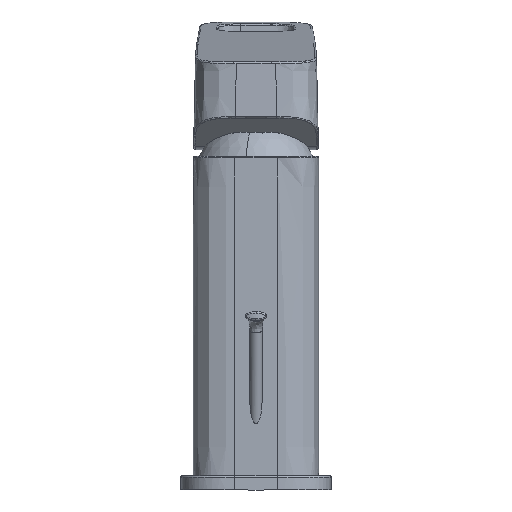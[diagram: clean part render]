
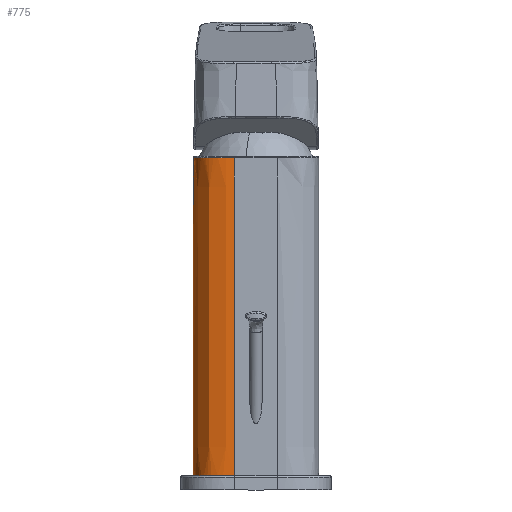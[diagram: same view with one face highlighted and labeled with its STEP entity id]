
A CAD part, left-side view. The second image highlights one B-rep face of the part: STEP entity #775.
In plain terms, the highlighted face is a extrusion surface.
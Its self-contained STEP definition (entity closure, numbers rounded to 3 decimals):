
#153=SURFACE_OF_LINEAR_EXTRUSION('',#483,#170);
#170=VECTOR('',#16231,101.571);
#403=B_SPLINE_CURVE_WITH_KNOTS('',3,(#6044,#6049,#6050,#6048),.UNSPECIFIED.,.F.,.U.,(4,4),(0.,1.),.UNSPECIFIED.);
#405=B_SPLINE_CURVE_WITH_KNOTS('',3,(#6048,#6106,#6107,#6108,#6109,#6110,#6111,#6112,#6113,#6114,#6115,#6116,#6105),.UNSPECIFIED.,.F.,.U.,(4,1,2,2,2,2,4),(0.,0.096,0.21,0.438,0.666,0.894,1.),.UNSPECIFIED.);
#407=B_SPLINE_CURVE_WITH_KNOTS('',3,(#6105,#6172,#6173,#6174,#6175,#6176,#6177,#6178,#6179,#6180,#6171),.UNSPECIFIED.,.F.,.U.,(4,2,2,2,1,4),(0.,0.152,0.435,0.717,0.859,1.),.UNSPECIFIED.);
#482=B_SPLINE_CURVE_WITH_KNOTS('',3,(#8594,#8596,#8597,#6044),.UNSPECIFIED.,.F.,.U.,(4,4),(0.,1.),.UNSPECIFIED.);
#483=B_SPLINE_CURVE_WITH_KNOTS('',3,(#8598,#8599,#8600,#8601,#8602,#8603,#8604,#8605,#8606,#8607,#8608,#8609,#8610,#8611),.UNSPECIFIED.,.F.,.U.,(4,1,1,1,1,1,1,1,1,1,1,4),(0.,0.125,0.25,0.313,0.375,0.438,0.5,0.562,0.625,0.75,0.875,1.),.UNSPECIFIED.);
#484=B_SPLINE_CURVE_WITH_KNOTS('',3,(#8612,#8613,#8614,#8615,#8616,#8617,#8618,#8619,#8620,#8621,#8622,#8623,#8624,#8594),.UNSPECIFIED.,.F.,.U.,(4,1,1,1,1,1,1,1,1,1,1,4),(0.,0.125,0.25,0.312,0.375,0.437,0.5,0.562,0.625,0.75,0.875,1.),.UNSPECIFIED.);
#485=B_SPLINE_CURVE_WITH_KNOTS('',3,(#6171,#8625,#8626,#8612),.UNSPECIFIED.,.F.,.U.,(4,4),(0.,1.),.UNSPECIFIED.);
#775=ADVANCED_FACE('extract',(#978),#153,.T.);
#978=FACE_OUTER_BOUND('',#3222,.T.);
#1406=ORIENTED_EDGE('',*,*,#2366,.F.);
#1407=ORIENTED_EDGE('',*,*,#2367,.F.);
#1408=ORIENTED_EDGE('',*,*,#2368,.F.);
#1409=ORIENTED_EDGE('',*,*,#2280,.F.);
#1410=ORIENTED_EDGE('',*,*,#2278,.F.);
#1411=ORIENTED_EDGE('',*,*,#2276,.F.);
#2276=EDGE_CURVE('43',#2880,#2881,#403,.T.);
#2278=EDGE_CURVE('42',#2881,#2882,#405,.T.);
#2280=EDGE_CURVE('41',#2882,#2883,#407,.T.);
#2366=EDGE_CURVE('39',#2943,#2880,#482,.T.);
#2367=EDGE_CURVE('40',#2944,#2943,#484,.T.);
#2368=EDGE_CURVE('29',#2883,#2944,#485,.T.);
#2880=VERTEX_POINT('32',#6044);
#2881=VERTEX_POINT('34',#6048);
#2882=VERTEX_POINT('33',#6105);
#2883=VERTEX_POINT('24',#6171);
#2943=VERTEX_POINT('31',#8594);
#2944=VERTEX_POINT('25',#8612);
#3222=EDGE_LOOP('',(#1406,#1407,#1408,#1409,#1410,#1411));
#6044=CARTESIAN_POINT('',(-6.893,19.986,107.071));
#6048=CARTESIAN_POINT('',(-7.109,19.985,107.071));
#6049=CARTESIAN_POINT('',(-6.965,19.986,107.071));
#6050=CARTESIAN_POINT('',(-7.037,19.986,107.071));
#6105=CARTESIAN_POINT('',(-17.895,16.118,107.071));
#6106=CARTESIAN_POINT('',(-7.489,19.984,107.071));
#6107=CARTESIAN_POINT('',(-8.328,19.978,107.071));
#6108=CARTESIAN_POINT('',(-9.162,19.949,107.071));
#6109=CARTESIAN_POINT('',(-10.521,19.865,107.071));
#6110=CARTESIAN_POINT('',(-11.425,19.757,107.071));
#6111=CARTESIAN_POINT('',(-13.197,19.361,107.071));
#6112=CARTESIAN_POINT('',(-14.064,19.07,107.071));
#6113=CARTESIAN_POINT('',(-15.684,18.249,107.071));
#6114=CARTESIAN_POINT('',(-16.433,17.718,107.071));
#6115=CARTESIAN_POINT('',(-17.373,16.778,107.071));
#6116=CARTESIAN_POINT('',(-17.647,16.457,107.071));
#6171=CARTESIAN_POINT('',(-19.987,6.893,107.071));
#6172=CARTESIAN_POINT('',(-18.184,15.726,107.071));
#6173=CARTESIAN_POINT('',(-18.44,15.309,107.071));
#6174=CARTESIAN_POINT('',(-19.07,14.064,107.071));
#6175=CARTESIAN_POINT('',(-19.361,13.197,107.071));
#6176=CARTESIAN_POINT('',(-19.758,11.425,107.071));
#6177=CARTESIAN_POINT('',(-19.865,10.521,107.071));
#6178=CARTESIAN_POINT('',(-19.949,9.162,107.071));
#6179=CARTESIAN_POINT('',(-19.981,8.256,107.071));
#6180=CARTESIAN_POINT('',(-19.985,7.344,107.071));
#8594=CARTESIAN_POINT('',(-6.893,19.987,5.5));
#8596=CARTESIAN_POINT('',(-6.893,19.987,39.357));
#8597=CARTESIAN_POINT('',(-6.893,19.987,73.214));
#8598=CARTESIAN_POINT('',(-19.987,6.879,107.071));
#8599=CARTESIAN_POINT('',(-19.983,7.791,107.071));
#8600=CARTESIAN_POINT('',(-19.972,9.609,107.071));
#8601=CARTESIAN_POINT('',(-19.707,11.868,107.071));
#8602=CARTESIAN_POINT('',(-19.216,13.629,107.071));
#8603=CARTESIAN_POINT('',(-18.694,14.88,107.071));
#8604=CARTESIAN_POINT('',(-17.981,16.064,107.071));
#8605=CARTESIAN_POINT('',(-17.111,17.092,107.071));
#8606=CARTESIAN_POINT('',(-16.061,17.983,107.071));
#8607=CARTESIAN_POINT('',(-14.504,18.922,107.071));
#8608=CARTESIAN_POINT('',(-12.323,19.653,107.071));
#8609=CARTESIAN_POINT('',(-9.625,19.971,107.071));
#8610=CARTESIAN_POINT('',(-7.794,19.983,107.071));
#8611=CARTESIAN_POINT('',(-6.879,19.986,107.071));
#8612=CARTESIAN_POINT('',(-19.987,6.893,5.5));
#8613=CARTESIAN_POINT('',(-19.983,7.801,5.5));
#8614=CARTESIAN_POINT('',(-19.971,9.613,5.5));
#8615=CARTESIAN_POINT('',(-19.707,11.868,5.5));
#8616=CARTESIAN_POINT('',(-19.216,13.629,5.5));
#8617=CARTESIAN_POINT('',(-18.694,14.88,5.5));
#8618=CARTESIAN_POINT('',(-17.981,16.064,5.5));
#8619=CARTESIAN_POINT('',(-17.111,17.092,5.5));
#8620=CARTESIAN_POINT('',(-16.061,17.983,5.5));
#8621=CARTESIAN_POINT('',(-14.504,18.922,5.5));
#8622=CARTESIAN_POINT('',(-12.323,19.653,5.5));
#8623=CARTESIAN_POINT('',(-9.63,19.97,5.5));
#8624=CARTESIAN_POINT('',(-7.803,19.983,5.5));
#8625=CARTESIAN_POINT('',(-19.987,6.893,73.214));
#8626=CARTESIAN_POINT('',(-19.987,6.893,39.357));
#16231=DIRECTION('',(0.,0.,-1.));
